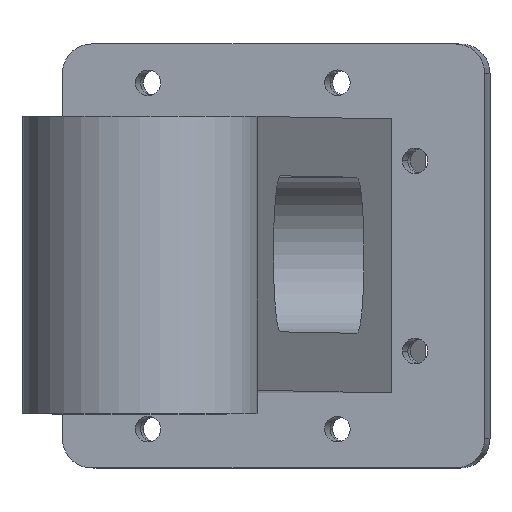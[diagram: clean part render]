
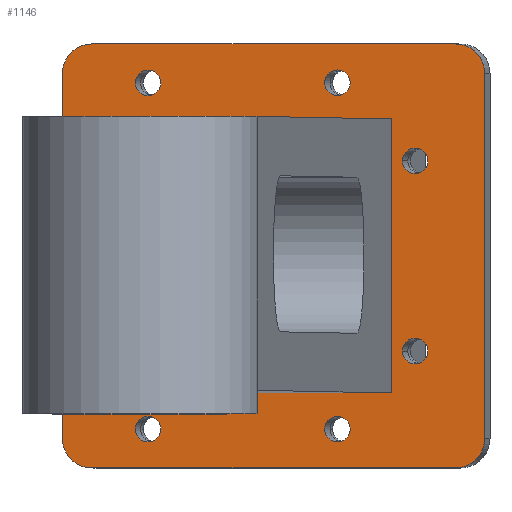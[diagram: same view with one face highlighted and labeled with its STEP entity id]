
A CAD part, top view. The second image highlights one B-rep face of the part: STEP entity #1146.
In plain terms, the highlighted face is planar.
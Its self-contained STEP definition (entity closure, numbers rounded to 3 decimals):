
#745=CARTESIAN_POINT('',(16.15,10.,-24.15));
#746=DIRECTION('',(0.,1.,0.));
#747=DIRECTION('',(0.,0.,-1.));
#748=AXIS2_PLACEMENT_3D('',#745,#746,#747);
#750=CARTESIAN_POINT('',(16.15,10.,-24.15));
#751=DIRECTION('',(0.,1.,0.));
#752=DIRECTION('',(0.,0.,1.));
#753=AXIS2_PLACEMENT_3D('',#750,#751,#752);
#755=CARTESIAN_POINT('',(-16.15,10.,-24.15));
#756=DIRECTION('',(0.,1.,0.));
#757=DIRECTION('',(0.,0.,-1.));
#758=AXIS2_PLACEMENT_3D('',#755,#756,#757);
#760=CARTESIAN_POINT('',(-16.15,10.,-24.15));
#761=DIRECTION('',(0.,1.,0.));
#762=DIRECTION('',(0.,0.,1.));
#763=AXIS2_PLACEMENT_3D('',#760,#761,#762);
#765=CARTESIAN_POINT('',(-29.412,10.,-10.888));
#766=DIRECTION('',(0.,-1.,0.));
#767=DIRECTION('',(1.,0.,0.));
#768=AXIS2_PLACEMENT_3D('',#765,#766,#767);
#770=CARTESIAN_POINT('',(-29.412,10.,-10.888));
#771=DIRECTION('',(0.,-1.,0.));
#772=DIRECTION('',(-1.,0.,0.));
#773=AXIS2_PLACEMENT_3D('',#770,#771,#772);
#775=CARTESIAN_POINT('',(-29.408,10.,21.408));
#776=DIRECTION('',(0.,-1.,0.));
#777=DIRECTION('',(1.,0.,0.));
#778=AXIS2_PLACEMENT_3D('',#775,#776,#777);
#780=CARTESIAN_POINT('',(-29.408,10.,21.408));
#781=DIRECTION('',(0.,-1.,0.));
#782=DIRECTION('',(-1.,0.,0.));
#783=AXIS2_PLACEMENT_3D('',#780,#781,#782);
#785=CARTESIAN_POINT('',(29.412,10.,-10.888));
#786=DIRECTION('',(0.,1.,0.));
#787=DIRECTION('',(-1.,0.,0.));
#788=AXIS2_PLACEMENT_3D('',#785,#786,#787);
#790=CARTESIAN_POINT('',(29.412,10.,-10.888));
#791=DIRECTION('',(0.,1.,0.));
#792=DIRECTION('',(1.,0.,0.));
#793=AXIS2_PLACEMENT_3D('',#790,#791,#792);
#795=CARTESIAN_POINT('',(29.408,10.,21.408));
#796=DIRECTION('',(0.,1.,0.));
#797=DIRECTION('',(-1.,0.,0.));
#798=AXIS2_PLACEMENT_3D('',#795,#796,#797);
#800=CARTESIAN_POINT('',(29.408,10.,21.408));
#801=DIRECTION('',(0.,1.,0.));
#802=DIRECTION('',(1.,0.,0.));
#803=AXIS2_PLACEMENT_3D('',#800,#801,#802);
#805=CARTESIAN_POINT('',(-31.,10.,-31.));
#806=DIRECTION('',(0.,1.,0.));
#807=DIRECTION('',(0.,0.,-1.));
#808=AXIS2_PLACEMENT_3D('',#805,#806,#807);
#810=CARTESIAN_POINT('',(31.,10.,-31.));
#811=DIRECTION('',(0.,1.,0.));
#812=DIRECTION('',(1.,0.,0.));
#813=AXIS2_PLACEMENT_3D('',#810,#811,#812);
#815=DIRECTION('',(0.,0.,-1.));
#816=VECTOR('',#815,62.);
#817=CARTESIAN_POINT('',(36.,10.,31.));
#818=LINE('',#817,#816);
#819=CARTESIAN_POINT('',(31.,10.,31.));
#820=DIRECTION('',(0.,1.,0.));
#821=DIRECTION('',(0.,0.,1.));
#822=AXIS2_PLACEMENT_3D('',#819,#820,#821);
#824=CARTESIAN_POINT('',(-31.,10.,31.));
#825=DIRECTION('',(0.,1.,0.));
#826=DIRECTION('',(-1.,0.,0.));
#827=AXIS2_PLACEMENT_3D('',#824,#825,#826);
#829=DIRECTION('',(0.,0.,-1.));
#830=VECTOR('',#829,62.);
#831=CARTESIAN_POINT('',(-36.,10.,31.));
#832=LINE('',#831,#830);
#893=DIRECTION('',(1.,0.,0.));
#894=VECTOR('',#893,62.);
#895=CARTESIAN_POINT('',(-31.,10.,36.));
#896=LINE('',#895,#894);
#917=DIRECTION('',(-1.,0.,0.));
#918=VECTOR('',#917,62.);
#919=CARTESIAN_POINT('',(31.,10.,-36.));
#920=LINE('',#919,#918);
#929=CARTESIAN_POINT('',(16.15,10.,-26.315));
#930=CARTESIAN_POINT('',(16.15,10.,-21.985));
#931=VERTEX_POINT('',#929);
#932=VERTEX_POINT('',#930);
#933=CARTESIAN_POINT('',(-16.15,10.,-26.315));
#934=CARTESIAN_POINT('',(-16.15,10.,-21.985));
#935=VERTEX_POINT('',#933);
#936=VERTEX_POINT('',#934);
#945=CARTESIAN_POINT('',(-27.247,10.,-10.888));
#946=CARTESIAN_POINT('',(-31.577,10.,-10.888));
#947=VERTEX_POINT('',#945);
#948=VERTEX_POINT('',#946);
#949=CARTESIAN_POINT('',(-27.243,10.,21.408));
#950=CARTESIAN_POINT('',(-31.573,10.,21.408));
#951=VERTEX_POINT('',#949);
#952=VERTEX_POINT('',#950);
#954=CARTESIAN_POINT('',(27.247,10.,-10.888));
#956=VERTEX_POINT('',#954);
#958=CARTESIAN_POINT('',(31.577,10.,-10.888));
#960=VERTEX_POINT('',#958);
#962=CARTESIAN_POINT('',(27.243,10.,21.408));
#964=VERTEX_POINT('',#962);
#966=CARTESIAN_POINT('',(31.573,10.,21.408));
#968=VERTEX_POINT('',#966);
#969=CARTESIAN_POINT('',(-31.,10.,-36.));
#970=CARTESIAN_POINT('',(-36.,10.,-31.));
#971=VERTEX_POINT('',#969);
#972=VERTEX_POINT('',#970);
#981=CARTESIAN_POINT('',(36.,10.,-31.));
#982=VERTEX_POINT('',#981);
#983=CARTESIAN_POINT('',(31.,10.,-36.));
#984=VERTEX_POINT('',#983);
#985=CARTESIAN_POINT('',(31.,10.,36.));
#986=CARTESIAN_POINT('',(36.,10.,31.));
#987=VERTEX_POINT('',#985);
#988=VERTEX_POINT('',#986);
#997=CARTESIAN_POINT('',(-36.,10.,31.));
#998=VERTEX_POINT('',#997);
#999=CARTESIAN_POINT('',(-31.,10.,36.));
#1000=VERTEX_POINT('',#999);
#1089=CARTESIAN_POINT('',(0.,10.,0.));
#1090=DIRECTION('',(0.,1.,0.));
#1091=DIRECTION('',(1.,0.,0.));
#1092=AXIS2_PLACEMENT_3D('',#1089,#1090,#1091);
#1093=PLANE('',#1092);
#1095=ORIENTED_EDGE('',*,*,#1094,.F.);
#1097=ORIENTED_EDGE('',*,*,#1096,.F.);
#1099=ORIENTED_EDGE('',*,*,#1098,.F.);
#1101=ORIENTED_EDGE('',*,*,#1100,.F.);
#1103=ORIENTED_EDGE('',*,*,#1102,.F.);
#1105=ORIENTED_EDGE('',*,*,#1104,.F.);
#1107=ORIENTED_EDGE('',*,*,#1106,.F.);
#1109=ORIENTED_EDGE('',*,*,#1108,.T.);
#1110=EDGE_LOOP('',(#1095,#1097,#1099,#1101,#1103,#1105,#1107,#1109));
#1111=FACE_OUTER_BOUND('',#1110,.F.);
#1113=ORIENTED_EDGE('',*,*,#1112,.T.);
#1115=ORIENTED_EDGE('',*,*,#1114,.T.);
#1116=EDGE_LOOP('',(#1113,#1115));
#1117=FACE_BOUND('',#1116,.F.);
#1119=ORIENTED_EDGE('',*,*,#1118,.F.);
#1121=ORIENTED_EDGE('',*,*,#1120,.F.);
#1122=EDGE_LOOP('',(#1119,#1121));
#1123=FACE_BOUND('',#1122,.F.);
#1125=ORIENTED_EDGE('',*,*,#1124,.F.);
#1127=ORIENTED_EDGE('',*,*,#1126,.F.);
#1128=EDGE_LOOP('',(#1125,#1127));
#1129=FACE_BOUND('',#1128,.F.);
#1131=ORIENTED_EDGE('',*,*,#1130,.T.);
#1133=ORIENTED_EDGE('',*,*,#1132,.T.);
#1134=EDGE_LOOP('',(#1131,#1133));
#1135=FACE_BOUND('',#1134,.F.);
#1137=ORIENTED_EDGE('',*,*,#1136,.T.);
#1139=ORIENTED_EDGE('',*,*,#1138,.T.);
#1140=EDGE_LOOP('',(#1137,#1139));
#1141=FACE_BOUND('',#1140,.F.);
#1142=ORIENTED_EDGE('',*,*,#1069,.T.);
#1143=ORIENTED_EDGE('',*,*,#1083,.T.);
#1144=EDGE_LOOP('',(#1142,#1143));
#1145=FACE_BOUND('',#1144,.F.);
#1146=ADVANCED_FACE('',(#1111,#1117,#1123,#1129,#1135,#1141,#1145),#1093,.T.);
#749=CIRCLE('',#748,2.165);
#754=CIRCLE('',#753,2.165);
#759=CIRCLE('',#758,2.165);
#764=CIRCLE('',#763,2.165);
#769=CIRCLE('',#768,2.165);
#774=CIRCLE('',#773,2.165);
#779=CIRCLE('',#778,2.165);
#784=CIRCLE('',#783,2.165);
#789=CIRCLE('',#788,2.165);
#794=CIRCLE('',#793,2.165);
#799=CIRCLE('',#798,2.165);
#804=CIRCLE('',#803,2.165);
#809=CIRCLE('',#808,5.);
#814=CIRCLE('',#813,5.);
#823=CIRCLE('',#822,5.);
#828=CIRCLE('',#827,5.);
#1069=EDGE_CURVE('',#931,#932,#749,.T.);
#1083=EDGE_CURVE('',#932,#931,#754,.T.);
#1094=EDGE_CURVE('',#971,#972,#809,.T.);
#1096=EDGE_CURVE('',#984,#971,#920,.T.);
#1098=EDGE_CURVE('',#982,#984,#814,.T.);
#1100=EDGE_CURVE('',#988,#982,#818,.T.);
#1102=EDGE_CURVE('',#987,#988,#823,.T.);
#1104=EDGE_CURVE('',#1000,#987,#896,.T.);
#1106=EDGE_CURVE('',#998,#1000,#828,.T.);
#1108=EDGE_CURVE('',#998,#972,#832,.T.);
#1112=EDGE_CURVE('',#935,#936,#759,.T.);
#1114=EDGE_CURVE('',#936,#935,#764,.T.);
#1118=EDGE_CURVE('',#947,#948,#769,.T.);
#1120=EDGE_CURVE('',#948,#947,#774,.T.);
#1124=EDGE_CURVE('',#951,#952,#779,.T.);
#1126=EDGE_CURVE('',#952,#951,#784,.T.);
#1130=EDGE_CURVE('',#956,#960,#789,.T.);
#1132=EDGE_CURVE('',#960,#956,#794,.T.);
#1136=EDGE_CURVE('',#964,#968,#799,.T.);
#1138=EDGE_CURVE('',#968,#964,#804,.T.);
